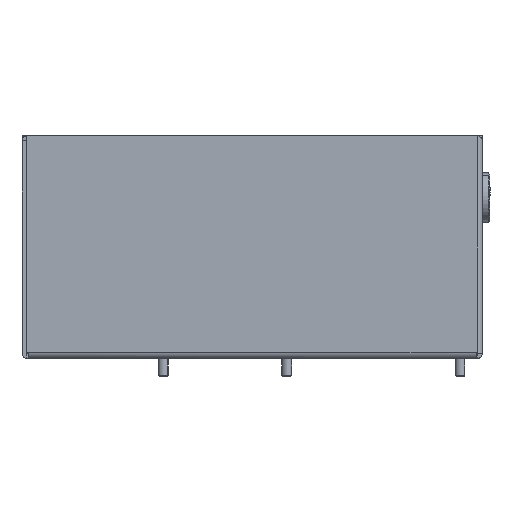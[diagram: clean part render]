
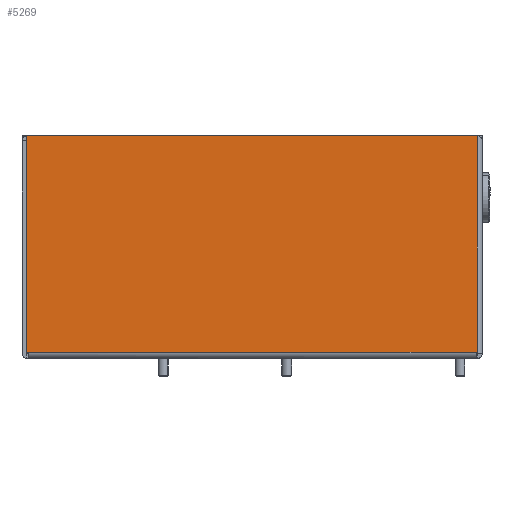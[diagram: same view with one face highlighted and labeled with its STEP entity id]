
A CAD part, left-side view. The second image highlights one B-rep face of the part: STEP entity #5269.
In plain terms, the highlighted face is planar.
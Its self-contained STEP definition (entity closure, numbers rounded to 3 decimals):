
#44 = AXIS2_PLACEMENT_3D ( 'NONE', #3129, #3093, #1235 ) ;
#117 = DIRECTION ( 'NONE',  ( 0., 0., -1. ) ) ;
#158 = VECTOR ( 'NONE', #4977, 1000. ) ;
#168 = ORIENTED_EDGE ( 'NONE', *, *, #2806, .T. ) ;
#424 = ORIENTED_EDGE ( 'NONE', *, *, #791, .T. ) ;
#578 = CARTESIAN_POINT ( 'NONE',  ( 237., 2.5, 90. ) ) ;
#579 = PLANE ( 'NONE',  #44 ) ;
#791 = EDGE_CURVE ( 'NONE', #2326, #5718, #2671, .T. ) ;
#879 = LINE ( 'NONE', #7201, #3570 ) ;
#978 = DIRECTION ( 'NONE',  ( 0., -1., 0. ) ) ;
#1114 = VECTOR ( 'NONE', #117, 1000. ) ;
#1235 = DIRECTION ( 'NONE',  ( 0., -1., 0. ) ) ;
#1284 = CARTESIAN_POINT ( 'NONE',  ( 237., 2.1, 0. ) ) ;
#1473 = VERTEX_POINT ( 'NONE', #5611 ) ;
#1482 = ORIENTED_EDGE ( 'NONE', *, *, #2063, .T. ) ;
#1489 = LINE ( 'NONE', #3988, #8054 ) ;
#1686 = FACE_OUTER_BOUND ( 'NONE', #4558, .T. ) ;
#1850 = LINE ( 'NONE', #578, #158 ) ;
#2024 = ORIENTED_EDGE ( 'NONE', *, *, #3898, .F. ) ;
#2063 = EDGE_CURVE ( 'NONE', #6543, #2467, #2177, .T. ) ;
#2177 = LINE ( 'NONE', #5345, #8044 ) ;
#2326 = VERTEX_POINT ( 'NONE', #2364 ) ;
#2364 = CARTESIAN_POINT ( 'NONE',  ( 237., 2.5, 87.9 ) ) ;
#2467 = VERTEX_POINT ( 'NONE', #3100 ) ;
#2671 = LINE ( 'NONE', #2712, #5102 ) ;
#2712 = CARTESIAN_POINT ( 'NONE',  ( 237., 2.5, 87.9 ) ) ;
#2806 = EDGE_CURVE ( 'NONE', #4712, #1473, #5480, .T. ) ;
#3093 = DIRECTION ( 'NONE',  ( -1., 0., 0. ) ) ;
#3100 = CARTESIAN_POINT ( 'NONE',  ( 237., 2.5, 87.5 ) ) ;
#3129 = CARTESIAN_POINT ( 'NONE',  ( 237., 0., 90. ) ) ;
#3213 = ORIENTED_EDGE ( 'NONE', *, *, #5399, .T. ) ;
#3358 = DIRECTION ( 'NONE',  ( 0., -1., 0. ) ) ;
#3526 = EDGE_CURVE ( 'NONE', #3736, #6543, #879, .T. ) ;
#3570 = VECTOR ( 'NONE', #3358, 1000. ) ;
#3668 = DIRECTION ( 'NONE',  ( 0., 1., 0. ) ) ;
#3736 = VERTEX_POINT ( 'NONE', #5840 ) ;
#3898 = EDGE_CURVE ( 'NONE', #3736, #1473, #1489, .T. ) ;
#3988 = CARTESIAN_POINT ( 'NONE',  ( 237., 183.999, 90. ) ) ;
#4058 = EDGE_CURVE ( 'NONE', #2326, #2467, #1850, .T. ) ;
#4302 = CARTESIAN_POINT ( 'NONE',  ( 237., 183.5, 87.5 ) ) ;
#4558 = EDGE_LOOP ( 'NONE', ( #7947, #1482, #5090, #424, #3213, #168, #2024 ) ) ;
#4712 = VERTEX_POINT ( 'NONE', #1284 ) ;
#4977 = DIRECTION ( 'NONE',  ( 0., 0., -1. ) ) ;
#5090 = ORIENTED_EDGE ( 'NONE', *, *, #4058, .F. ) ;
#5102 = VECTOR ( 'NONE', #6993, 1000. ) ;
#5269 = ADVANCED_FACE ( 'NONE', ( #1686 ), #579, .F. ) ;
#5345 = CARTESIAN_POINT ( 'NONE',  ( 237., 183.5, 87.5 ) ) ;
#5399 = EDGE_CURVE ( 'NONE', #5718, #4712, #7662, .T. ) ;
#5480 = LINE ( 'NONE', #6129, #7902 ) ;
#5611 = CARTESIAN_POINT ( 'NONE',  ( 237., 183.999, 0. ) ) ;
#5718 = VERTEX_POINT ( 'NONE', #6352 ) ;
#5840 = CARTESIAN_POINT ( 'NONE',  ( 237., 183.999, 87.5 ) ) ;
#6129 = CARTESIAN_POINT ( 'NONE',  ( 237., 0., 0. ) ) ;
#6352 = CARTESIAN_POINT ( 'NONE',  ( 237., 2.1, 87.9 ) ) ;
#6500 = DIRECTION ( 'NONE',  ( 0., 0., -1. ) ) ;
#6543 = VERTEX_POINT ( 'NONE', #4302 ) ;
#6993 = DIRECTION ( 'NONE',  ( 0., -1., 0. ) ) ;
#7201 = CARTESIAN_POINT ( 'NONE',  ( 237., 0., 87.5 ) ) ;
#7380 = CARTESIAN_POINT ( 'NONE',  ( 237., 2.1, 90. ) ) ;
#7662 = LINE ( 'NONE', #7380, #1114 ) ;
#7902 = VECTOR ( 'NONE', #3668, 1000. ) ;
#7947 = ORIENTED_EDGE ( 'NONE', *, *, #3526, .T. ) ;
#8044 = VECTOR ( 'NONE', #978, 1000. ) ;
#8054 = VECTOR ( 'NONE', #6500, 1000. ) ;
